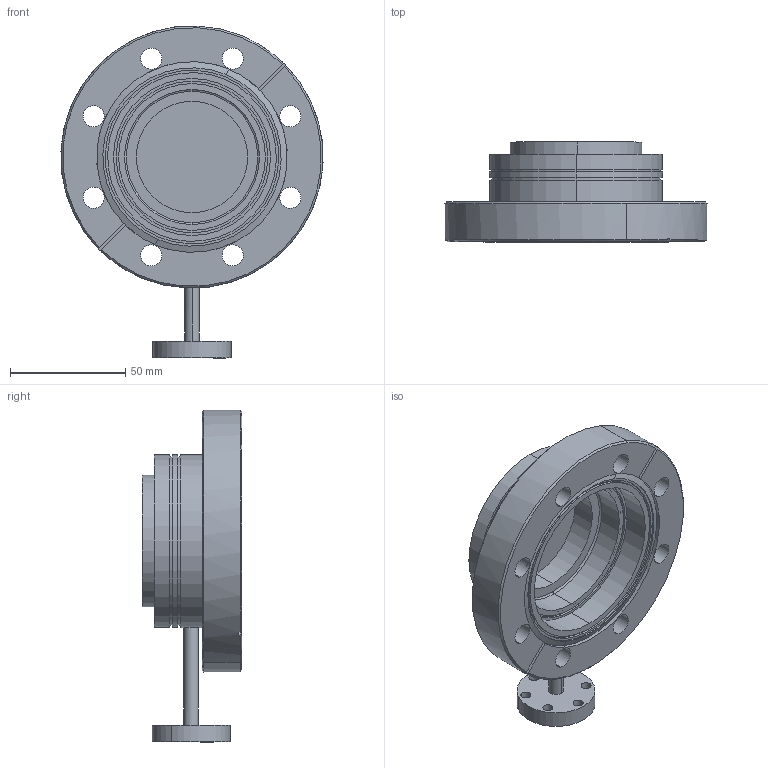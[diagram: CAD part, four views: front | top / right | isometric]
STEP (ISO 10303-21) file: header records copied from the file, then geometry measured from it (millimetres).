
FILE_DESCRIPTION (( 'STEP AP203' ), '1' );
FILE_NAME ('A4523-3-CF.STEP', '2012-10-29T13:22:23', ( '' ), ( '' ), 'SwSTEP 2.0', 'SolidWorks 2012', '' );
FILE_SCHEMA (( 'CONFIG_CONTROL_DESIGN' ));
Length unit declared in the file: inch
Products named in the file (1): A4523-3-CF
Bounding box: 113.43 x 43.21 x 143.74 mm (x, y, z)
Volume: 154632.1 mm3; surface area: 65408.3 mm2
Topology: 1 solids, 1 shells, 151 faces, 343 edges, 221 vertices
Faces by surface type: cylinder 97, plane 39, cone 11, torus 4
Entity records: 4587 total; most frequent: CARTESIAN_POINT 857, DIRECTION 850, ORIENTED_EDGE 686, AXIS2_PLACEMENT_3D 364, EDGE_CURVE 343, VERTEX_POINT 221, CIRCLE 212, EDGE_LOOP 208
